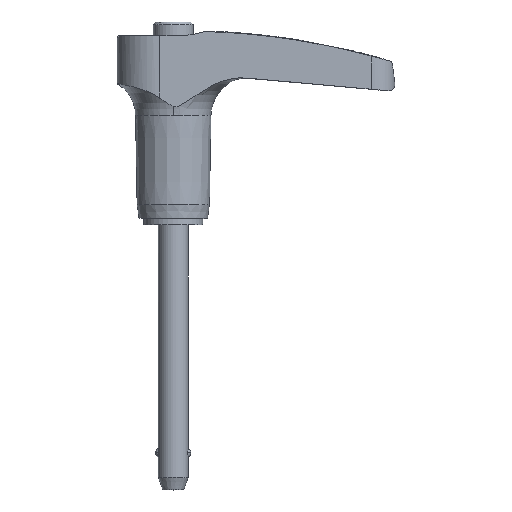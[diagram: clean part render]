
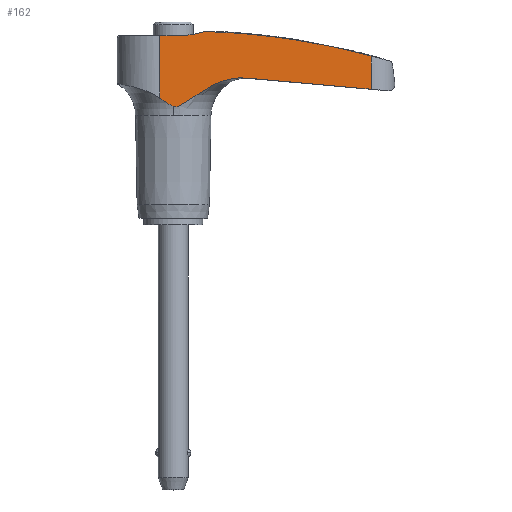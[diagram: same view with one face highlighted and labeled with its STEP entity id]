
A CAD part, top view. The second image highlights one B-rep face of the part: STEP entity #162.
In plain terms, the highlighted planar face has unit normal (0.068, 0, 0.998).
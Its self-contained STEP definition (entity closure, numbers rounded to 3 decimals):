
#162=ADVANCED_FACE('',(#342),#343,.T.);
#342=FACE_OUTER_BOUND('',#534,.T.);
#343=PLANE('',#535);
#534=EDGE_LOOP('',(#961,#962,#963,#964,#965,#966,#967,#968,#969));
#535=AXIS2_PLACEMENT_3D('',#970,#971,#972);
#961=ORIENTED_EDGE('',*,*,#1323,.T.);
#962=ORIENTED_EDGE('',*,*,#1324,.F.);
#963=ORIENTED_EDGE('',*,*,#1275,.T.);
#964=ORIENTED_EDGE('',*,*,#1230,.T.);
#965=ORIENTED_EDGE('',*,*,#1180,.T.);
#966=ORIENTED_EDGE('',*,*,#1157,.T.);
#967=ORIENTED_EDGE('',*,*,#1325,.T.);
#968=ORIENTED_EDGE('',*,*,#1287,.T.);
#969=ORIENTED_EDGE('',*,*,#1326,.T.);
#970=CARTESIAN_POINT('',(14.654,0.0,5.195));
#971=DIRECTION('',(0.068,0.,0.998));
#972=DIRECTION('',(0.998,0.,-0.068));
#1157=EDGE_CURVE('',#1382,#1380,#1383,.T.);
#1180=EDGE_CURVE('',#1421,#1382,#1422,.T.);
#1230=EDGE_CURVE('',#1507,#1421,#1508,.T.);
#1275=EDGE_CURVE('',#1570,#1507,#1571,.T.);
#1287=EDGE_CURVE('',#1587,#1585,#1588,.T.);
#1323=EDGE_CURVE('',#1630,#1631,#1632,.T.);
#1324=EDGE_CURVE('',#1570,#1631,#1633,.T.);
#1325=EDGE_CURVE('',#1380,#1587,#1634,.T.);
#1326=EDGE_CURVE('',#1585,#1630,#1635,.T.);
#1380=VERTEX_POINT('',#1771);
#1382=VERTEX_POINT('',#1784);
#1383=(B_SPLINE_CURVE(2,(#1786,#1787,#1788),.UNSPECIFIED.,.F.,.F.)B_SPLINE_CURVE_WITH_KNOTS((3,3),(0.0,63.151),.UNSPECIFIED.)RATIONAL_B_SPLINE_CURVE((1.0,5.195,1.0))BOUNDED_CURVE()REPRESENTATION_ITEM('')GEOMETRIC_REPRESENTATION_ITEM()CURVE());
#1421=VERTEX_POINT('',#1986);
#1422=B_SPLINE_CURVE_WITH_KNOTS('',3,(#1987,#1988,#1989,#1990,#1991,#1992,#1993,#1994,#1995,#1996,#1997,#1998,#1999,#2000,#2001,#2002,#2003,#2004,#2005,#2006,#2007,#2008,#2009,#2010,#2011,#2012,#2013,#2014,#2015,#2016,#2017,#2018,#2019,#2020),.UNSPECIFIED.,.F.,.F.,(4,2,2,2,2,2,2,2,2,2,2,2,2,2,2,2,4),(40.115,40.363,40.612,40.86,41.108,41.605,42.312,43.397,44.407,45.813,47.219,48.575,49.253,49.932,51.094,52.257,53.447),.UNSPECIFIED.);
#1507=VERTEX_POINT('',#2303);
#1508=LINE('',#2304,#2305);
#1570=VERTEX_POINT('',#2597);
#1571=B_SPLINE_CURVE_WITH_KNOTS('',3,(#2598,#2599,#2600,#2601,#2602,#2603,#2604,#2605,#2606,#2607,#2608,#2609),.UNSPECIFIED.,.F.,.F.,(4,2,2,2,2,4),(35.54,36.518,37.569,38.261,38.753,38.998),.UNSPECIFIED.);
#1585=VERTEX_POINT('',#2663);
#1587=VERTEX_POINT('',#2665);
#1588=B_SPLINE_CURVE_WITH_KNOTS('',3,(#2666,#2667,#2668,#2669,#2670,#2671,#2672,#2673,#2674,#2675,#2676,#2677,#2678,#2679,#2680,#2681),.UNSPECIFIED.,.F.,.F.,(4,2,2,2,2,2,2,4),(301.19,307.013,312.836,318.66,324.483,330.306,336.129,341.952),.UNSPECIFIED.);
#1630=VERTEX_POINT('',#2850);
#1631=VERTEX_POINT('',#2851);
#1632=LINE('',#2852,#2853);
#1633=LINE('',#2854,#2855);
#1634=LINE('',#2856,#2857);
#1635=CIRCLE('',#2858,14.625);
#1771=CARTESIAN_POINT('',(31.451,21.561,4.055));
#1784=CARTESIAN_POINT('',(11.406,23.339,5.416));
#1786=CARTESIAN_POINT('',(-30.992,21.526,8.294));
#1787=CARTESIAN_POINT('',(0.418,24.405,6.162));
#1788=CARTESIAN_POINT('',(31.829,21.526,4.029));
#1986=CARTESIAN_POINT('',(0.,18.821,6.19));
#1987=CARTESIAN_POINT('',(-0.095,18.848,6.196));
#1988=CARTESIAN_POINT('',(-0.009,18.821,6.191));
#1989=CARTESIAN_POINT('',(0.078,18.8,6.185));
#1990=CARTESIAN_POINT('',(0.25,18.772,6.173));
#1991=CARTESIAN_POINT('',(0.336,18.765,6.167));
#1992=CARTESIAN_POINT('',(0.501,18.765,6.156));
#1993=CARTESIAN_POINT('',(0.587,18.772,6.15));
#1994=CARTESIAN_POINT('',(0.759,18.8,6.138));
#1995=CARTESIAN_POINT('',(0.846,18.821,6.132));
#1996=CARTESIAN_POINT('',(1.102,18.902,6.115));
#1997=CARTESIAN_POINT('',(1.267,18.978,6.104));
#1998=CARTESIAN_POINT('',(1.621,19.165,6.08));
#1999=CARTESIAN_POINT('',(1.859,19.317,6.064));
#2000=CARTESIAN_POINT('',(2.353,19.652,6.03));
#2001=CARTESIAN_POINT('',(2.701,19.909,6.007));
#2002=CARTESIAN_POINT('',(3.263,20.322,5.968));
#2003=CARTESIAN_POINT('',(3.589,20.561,5.946));
#2004=CARTESIAN_POINT('',(4.246,21.025,5.902));
#2005=CARTESIAN_POINT('',(4.672,21.313,5.873));
#2006=CARTESIAN_POINT('',(5.55,21.848,5.813));
#2007=CARTESIAN_POINT('',(6.,22.094,5.783));
#2008=CARTESIAN_POINT('',(6.828,22.493,5.726));
#2009=CARTESIAN_POINT('',(7.285,22.686,5.695));
#2010=CARTESIAN_POINT('',(7.987,22.925,5.648));
#2011=CARTESIAN_POINT('',(8.224,22.996,5.632));
#2012=CARTESIAN_POINT('',(8.692,23.119,5.6));
#2013=CARTESIAN_POINT('',(8.922,23.171,5.584));
#2014=CARTESIAN_POINT('',(9.524,23.284,5.543));
#2015=CARTESIAN_POINT('',(9.945,23.337,5.515));
#2016=CARTESIAN_POINT('',(10.791,23.376,5.457));
#2017=CARTESIAN_POINT('',(11.215,23.362,5.429));
#2018=CARTESIAN_POINT('',(11.993,23.278,5.376));
#2019=CARTESIAN_POINT('',(12.421,23.2,5.347));
#2020=CARTESIAN_POINT('',(12.836,23.081,5.318));
#2303=CARTESIAN_POINT('',(0.,18.892,6.19));
#2304=CARTESIAN_POINT('',(0.0,12.338,6.19));
#2305=VECTOR('',#3064,1.0);
#2597=CARTESIAN_POINT('',(-2.143,20.158,6.335));
#2598=CARTESIAN_POINT('',(-2.967,20.742,6.391));
#2599=CARTESIAN_POINT('',(-2.699,20.557,6.373));
#2600=CARTESIAN_POINT('',(-2.381,20.329,6.352));
#2601=CARTESIAN_POINT('',(-1.833,19.935,6.314));
#2602=CARTESIAN_POINT('',(-1.492,19.69,6.291));
#2603=CARTESIAN_POINT('',(-1.008,19.37,6.258));
#2604=CARTESIAN_POINT('',(-0.773,19.224,6.242));
#2605=CARTESIAN_POINT('',(-0.423,19.043,6.219));
#2606=CARTESIAN_POINT('',(-0.259,18.969,6.208));
#2607=CARTESIAN_POINT('',(-0.005,18.891,6.19));
#2608=CARTESIAN_POINT('',(0.081,18.871,6.184));
#2609=CARTESIAN_POINT('',(0.166,18.857,6.179));
#2663=CARTESIAN_POINT('',(4.934,30.74,5.855));
#2665=CARTESIAN_POINT('',(31.451,26.858,4.055));
#2666=CARTESIAN_POINT('',(37.043,25.188,3.675));
#2667=CARTESIAN_POINT('',(35.079,25.83,3.808));
#2668=CARTESIAN_POINT('',(33.077,26.425,3.944));
#2669=CARTESIAN_POINT('',(29.022,27.506,4.22));
#2670=CARTESIAN_POINT('',(26.97,27.992,4.359));
#2671=CARTESIAN_POINT('',(22.84,28.848,4.639));
#2672=CARTESIAN_POINT('',(20.761,29.217,4.78));
#2673=CARTESIAN_POINT('',(16.607,29.837,5.062));
#2674=CARTESIAN_POINT('',(14.531,30.087,5.203));
#2675=CARTESIAN_POINT('',(10.411,30.471,5.483));
#2676=CARTESIAN_POINT('',(8.366,30.605,5.622));
#2677=CARTESIAN_POINT('',(4.338,30.773,5.895));
#2678=CARTESIAN_POINT('',(2.355,30.807,6.03));
#2679=CARTESIAN_POINT('',(-1.518,30.807,6.293));
#2680=CARTESIAN_POINT('',(-3.501,30.773,6.428));
#2681=CARTESIAN_POINT('',(-5.515,30.689,6.564));
#2850=CARTESIAN_POINT('',(-0.991,30.09,6.257));
#2851=CARTESIAN_POINT('',(-2.143,30.09,6.335));
#2852=CARTESIAN_POINT('',(7.787,30.09,5.661));
#2853=VECTOR('',#3170,1.0);
#2854=CARTESIAN_POINT('',(-2.143,0.0,6.335));
#2855=VECTOR('',#3171,1.0);
#2856=CARTESIAN_POINT('',(31.451,0.0,4.055));
#2857=VECTOR('',#3172,1.0);
#2858=AXIS2_PLACEMENT_3D('',#3173,#3174,#3175);
#3064=DIRECTION('',(0.,-1.0,0.));
#3170=DIRECTION('',(-0.998,0.,0.068));
#3171=DIRECTION('',(0.0,1.0,0.));
#3172=DIRECTION('',(0.0,1.0,0.));
#3173=CARTESIAN_POINT('',(0.418,44.647,6.162));
#3174=DIRECTION('',(-0.068,0.,-0.998));
#3175=DIRECTION('',(0.,1.0,0.));
